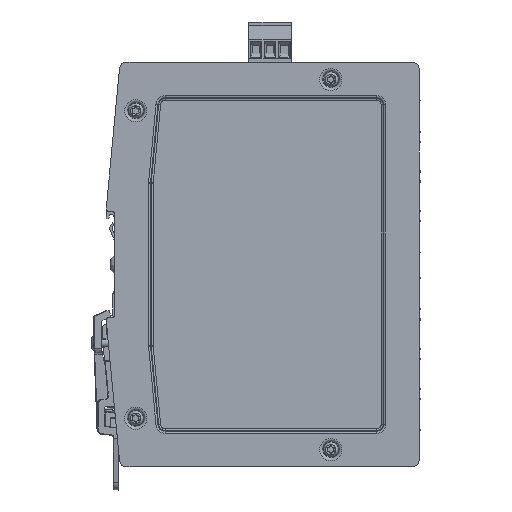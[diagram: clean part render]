
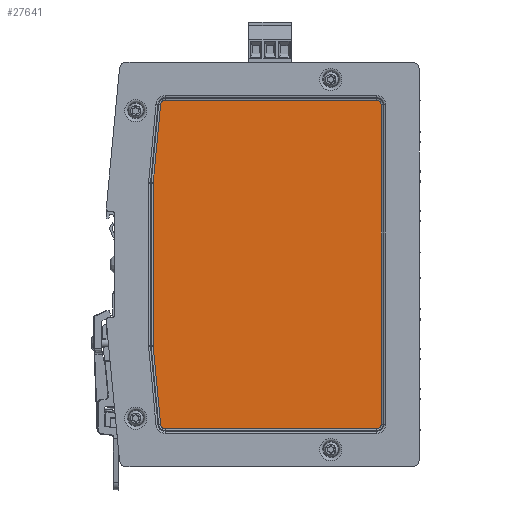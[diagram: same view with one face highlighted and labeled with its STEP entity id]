
A CAD part, left-side view. The second image highlights one B-rep face of the part: STEP entity #27641.
In plain terms, the highlighted planar face has unit normal (-1, 0, 0).
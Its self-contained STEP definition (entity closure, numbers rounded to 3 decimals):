
#24736=PLANE('',#100026);
#27641=ADVANCED_FACE('',(#32566),#24736,.T.);
#32566=FACE_OUTER_BOUND('',#36588,.T.);
#36588=EDGE_LOOP('',(#60068,#60069,#60070,#60071,#60072,#60073,#60074,#60075,
#60076,#60077,#60078,#60079));
#41198=CIRCLE('',#99992,1.586);
#41200=CIRCLE('',#99995,1.586);
#41205=CIRCLE('',#100003,1.586);
#41207=CIRCLE('',#100006,1.586);
#41212=CIRCLE('',#100014,1.586);
#41214=CIRCLE('',#100017,1.586);
#43054=LINE('',#128405,#49829);
#43055=LINE('',#128419,#49830);
#43056=LINE('',#128424,#49831);
#43058=LINE('',#128439,#49833);
#43059=LINE('',#128444,#49834);
#43061=LINE('',#128457,#49836);
#49829=VECTOR('',#107476,1.);
#49830=VECTOR('',#107495,1.);
#49831=VECTOR('',#107500,1.);
#49833=VECTOR('',#107520,1.);
#49834=VECTOR('',#107525,1.);
#49836=VECTOR('',#107543,1.);
#60068=ORIENTED_EDGE('',*,*,#84968,.F.);
#60069=ORIENTED_EDGE('',*,*,#84972,.F.);
#60070=ORIENTED_EDGE('',*,*,#84977,.F.);
#60071=ORIENTED_EDGE('',*,*,#84982,.F.);
#60072=ORIENTED_EDGE('',*,*,#84987,.F.);
#60073=ORIENTED_EDGE('',*,*,#84992,.F.);
#60074=ORIENTED_EDGE('',*,*,#84994,.F.);
#60075=ORIENTED_EDGE('',*,*,#84990,.F.);
#60076=ORIENTED_EDGE('',*,*,#84985,.F.);
#60077=ORIENTED_EDGE('',*,*,#84980,.F.);
#60078=ORIENTED_EDGE('',*,*,#84975,.F.);
#60079=ORIENTED_EDGE('',*,*,#84970,.F.);
#78161=VERTEX_POINT('',#128402);
#78162=VERTEX_POINT('',#128404);
#78163=VERTEX_POINT('',#128408);
#78165=VERTEX_POINT('',#128413);
#78166=VERTEX_POINT('',#128418);
#78168=VERTEX_POINT('',#128423);
#78169=VERTEX_POINT('',#128428);
#78171=VERTEX_POINT('',#128433);
#78172=VERTEX_POINT('',#128438);
#78174=VERTEX_POINT('',#128443);
#78175=VERTEX_POINT('',#128448);
#78177=VERTEX_POINT('',#128453);
#84968=EDGE_CURVE('',#78162,#78161,#43054,.T.);
#84970=EDGE_CURVE('',#78161,#78163,#41198,.T.);
#84972=EDGE_CURVE('',#78165,#78162,#41200,.T.);
#84975=EDGE_CURVE('',#78163,#78166,#43055,.T.);
#84977=EDGE_CURVE('',#78168,#78165,#43056,.T.);
#84980=EDGE_CURVE('',#78166,#78169,#41205,.T.);
#84982=EDGE_CURVE('',#78171,#78168,#41207,.T.);
#84985=EDGE_CURVE('',#78169,#78172,#43058,.T.);
#84987=EDGE_CURVE('',#78174,#78171,#43059,.T.);
#84990=EDGE_CURVE('',#78172,#78175,#41212,.T.);
#84992=EDGE_CURVE('',#78177,#78174,#41214,.T.);
#84994=EDGE_CURVE('',#78175,#78177,#43061,.T.);
#99992=AXIS2_PLACEMENT_3D('',#128409,#107481,#107482);
#99995=AXIS2_PLACEMENT_3D('',#128414,#107487,#107488);
#100003=AXIS2_PLACEMENT_3D('',#128429,#107506,#107507);
#100006=AXIS2_PLACEMENT_3D('',#128434,#107512,#107513);
#100014=AXIS2_PLACEMENT_3D('',#128449,#107531,#107532);
#100017=AXIS2_PLACEMENT_3D('',#128454,#107537,#107538);
#100026=AXIS2_PLACEMENT_3D('',#128470,#107562,#107563);
#107476=DIRECTION('',(0.,-1.,0.));
#107481=DIRECTION('',(1.,0.,0.));
#107482=DIRECTION('',(0.,-0.707,0.707));
#107487=DIRECTION('',(1.,0.,0.));
#107488=DIRECTION('',(0.,0.673,0.74));
#107495=DIRECTION('',(0.,0.,-1.));
#107500=DIRECTION('',(0.,-0.094,0.996));
#107506=DIRECTION('',(1.,0.,0.));
#107507=DIRECTION('',(0.,-0.707,-0.707));
#107512=DIRECTION('',(1.,0.,0.));
#107513=DIRECTION('',(0.,0.999,0.047));
#107520=DIRECTION('',(0.,1.,0.));
#107525=DIRECTION('',(0.,0.,1.));
#107531=DIRECTION('',(1.,0.,0.));
#107532=DIRECTION('',(0.,0.673,-0.74));
#107537=DIRECTION('',(1.,0.,0.));
#107538=DIRECTION('',(0.,0.999,-0.047));
#107543=DIRECTION('',(0.,0.094,0.996));
#107562=DIRECTION('',(-1.,0.,0.));
#107563=DIRECTION('',(0.,0.,1.));
#128402=CARTESIAN_POINT('',(-0.2,-38.1,57.686));
#128404=CARTESIAN_POINT('',(-0.2,36.188,57.686));
#128405=CARTESIAN_POINT('',(-0.2,36.188,57.686));
#128408=CARTESIAN_POINT('',(-0.2,-39.686,56.1));
#128409=CARTESIAN_POINT('',(-0.2,-38.1,56.1));
#128413=CARTESIAN_POINT('',(-0.2,37.767,56.249));
#128414=CARTESIAN_POINT('',(-0.2,36.188,56.1));
#128418=CARTESIAN_POINT('',(-0.2,-39.686,-56.1));
#128419=CARTESIAN_POINT('',(-0.2,-39.686,56.1));
#128423=CARTESIAN_POINT('',(-0.2,40.379,28.62));
#128424=CARTESIAN_POINT('',(-0.2,40.379,28.62));
#128428=CARTESIAN_POINT('',(-0.2,-38.1,-57.686));
#128429=CARTESIAN_POINT('',(-0.2,-38.1,-56.1));
#128433=CARTESIAN_POINT('',(-0.2,40.386,28.47));
#128434=CARTESIAN_POINT('',(-0.2,38.8,28.47));
#128438=CARTESIAN_POINT('',(-0.2,36.188,-57.686));
#128439=CARTESIAN_POINT('',(-0.2,-38.1,-57.686));
#128443=CARTESIAN_POINT('',(-0.2,40.386,-28.47));
#128444=CARTESIAN_POINT('',(-0.2,40.386,-28.47));
#128448=CARTESIAN_POINT('',(-0.2,37.767,-56.249));
#128449=CARTESIAN_POINT('',(-0.2,36.188,-56.1));
#128453=CARTESIAN_POINT('',(-0.2,40.379,-28.62));
#128454=CARTESIAN_POINT('',(-0.2,38.8,-28.47));
#128457=CARTESIAN_POINT('',(-0.2,37.767,-56.249));
#128470=CARTESIAN_POINT('',(-0.2,-0.396,0.));
